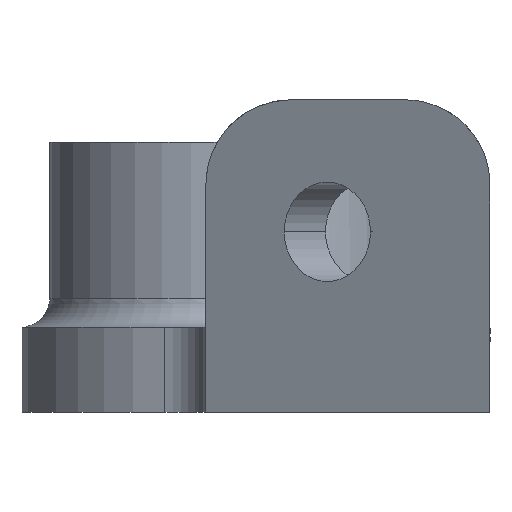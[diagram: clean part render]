
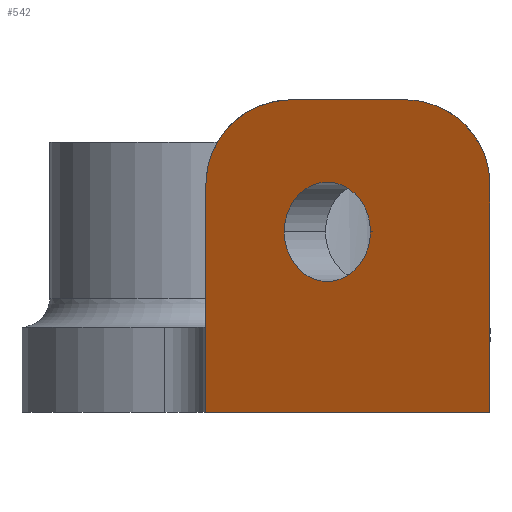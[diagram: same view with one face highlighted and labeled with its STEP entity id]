
A CAD part, left-side view. The second image highlights one B-rep face of the part: STEP entity #542.
In plain terms, the highlighted planar face has unit normal (-0.866, 0.5, 0).
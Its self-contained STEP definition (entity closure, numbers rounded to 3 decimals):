
#53 = DIRECTION ( 'NONE',  ( -0.5, -0.866, 0. ) ) ;
#56 = CARTESIAN_POINT ( 'NONE',  ( -33.793, -58.531, 22. ) ) ;
#88 = EDGE_CURVE ( 'NONE', #1160, #997, #547, .T. ) ;
#155 = CARTESIAN_POINT ( 'NONE',  ( -37.257, -64.531, 22. ) ) ;
#181 = VECTOR ( 'NONE', #963, 1000. ) ;
#184 = LINE ( 'NONE', #911, #181 ) ;
#199 = LINE ( 'NONE', #710, #214 ) ;
#214 = VECTOR ( 'NONE', #635, 1000. ) ;
#229 = VECTOR ( 'NONE', #608, 1000. ) ;
#231 = LINE ( 'NONE', #617, #229 ) ;
#233 = CIRCLE ( 'NONE', #753, 3.5 ) ;
#246 = EDGE_CURVE ( 'NONE', #1160, #759, #415, .T. ) ;
#299 = FACE_OUTER_BOUND ( 'NONE', #1128, .T. ) ;
#309 = CIRCLE ( 'NONE', #1208, 3.5 ) ;
#315 = FACE_BOUND ( 'NONE', #585, .T. ) ;
#365 = CARTESIAN_POINT ( 'NONE',  ( -36.979, -64.049, 12.7 ) ) ;
#370 = AXIS2_PLACEMENT_3D ( 'NONE', #895, #851, #844 ) ;
#376 = CARTESIAN_POINT ( 'NONE',  ( -33.793, -58.531, 16. ) ) ;
#390 =( BOUNDED_CURVE ( )  B_SPLINE_CURVE ( 3, ( #819, #836, #841, #806 ),
 .UNSPECIFIED., .F., .T. ) 
 B_SPLINE_CURVE_WITH_KNOTS ( ( 4, 4 ),
 ( 3.142, 4.712 ),
 .UNSPECIFIED. ) 
 CURVE ( )  GEOMETRIC_REPRESENTATION_ITEM ( )  RATIONAL_B_SPLINE_CURVE ( ( 1., 0.805, 0.805, 1. ) ) 
 REPRESENTATION_ITEM ( '' )  );
#406 = VECTOR ( 'NONE', #53, 1000. ) ;
#407 = CARTESIAN_POINT ( 'NONE',  ( -33.793, -58.531, 0. ) ) ;
#415 = LINE ( 'NONE', #56, #406 ) ;
#420 = CARTESIAN_POINT ( 'NONE',  ( -41.876, -72.531, 22. ) ) ;
#439 = EDGE_CURVE ( 'NONE', #612, #1245, #309, .T. ) ;
#495 = CARTESIAN_POINT ( 'NONE',  ( -38.729, -67.081, 12.7 ) ) ;
#496 = DIRECTION ( 'NONE',  ( 0.866, -0.5, 0. ) ) ;
#498 = DIRECTION ( 'NONE',  ( 0.5, 0.866, 0. ) ) ;
#534 = ORIENTED_EDGE ( 'NONE', *, *, #439, .T. ) ;
#537 = ORIENTED_EDGE ( 'NONE', *, *, #729, .F. ) ;
#542 = ADVANCED_FACE ( 'NONE', ( #315, #299 ), #826, .F. ) ;
#544 = EDGE_CURVE ( 'NONE', #653, #759, #390, .T. ) ;
#547 =( BOUNDED_CURVE ( )  B_SPLINE_CURVE ( 3, ( #1073, #1027, #1008, #1062 ),
 .UNSPECIFIED., .F., .F. ) 
 B_SPLINE_CURVE_WITH_KNOTS ( ( 4, 4 ),
 ( 1.571, 3.142 ),
 .UNSPECIFIED. ) 
 CURVE ( )  GEOMETRIC_REPRESENTATION_ITEM ( )  RATIONAL_B_SPLINE_CURVE ( ( 1., 0.805, 0.805, 1. ) ) 
 REPRESENTATION_ITEM ( '' )  );
#561 = ORIENTED_EDGE ( 'NONE', *, *, #544, .T. ) ;
#564 = ORIENTED_EDGE ( 'NONE', *, *, #246, .F. ) ;
#581 = VERTEX_POINT ( 'NONE', #754 ) ;
#585 = EDGE_LOOP ( 'NONE', ( #827, #534 ) ) ;
#608 = DIRECTION ( 'NONE',  ( 0., 0., -1. ) ) ;
#612 = VERTEX_POINT ( 'NONE', #648 ) ;
#614 = ORIENTED_EDGE ( 'NONE', *, *, #88, .T. ) ;
#617 = CARTESIAN_POINT ( 'NONE',  ( -33.793, -58.531, 6. ) ) ;
#621 = ORIENTED_EDGE ( 'NONE', *, *, #637, .T. ) ;
#622 = CARTESIAN_POINT ( 'NONE',  ( -45.34, -78.531, 16. ) ) ;
#635 = DIRECTION ( 'NONE',  ( 0., 0., -1. ) ) ;
#637 = EDGE_CURVE ( 'NONE', #997, #1294, #231, .T. ) ;
#648 = CARTESIAN_POINT ( 'NONE',  ( -40.479, -70.112, 12.7 ) ) ;
#653 = VERTEX_POINT ( 'NONE', #622 ) ;
#664 = ORIENTED_EDGE ( 'NONE', *, *, #771, .T. ) ;
#695 = EDGE_CURVE ( 'NONE', #1245, #612, #233, .T. ) ;
#710 = CARTESIAN_POINT ( 'NONE',  ( -45.34, -78.531, 6. ) ) ;
#729 = EDGE_CURVE ( 'NONE', #653, #581, #199, .T. ) ;
#753 = AXIS2_PLACEMENT_3D ( 'NONE', #495, #496, #498 ) ;
#754 = CARTESIAN_POINT ( 'NONE',  ( -45.34, -78.531, 0. ) ) ;
#759 = VERTEX_POINT ( 'NONE', #420 ) ;
#771 = EDGE_CURVE ( 'NONE', #1294, #581, #184, .T. ) ;
#806 = CARTESIAN_POINT ( 'NONE',  ( -41.876, -72.531, 22. ) ) ;
#819 = CARTESIAN_POINT ( 'NONE',  ( -45.34, -78.531, 16. ) ) ;
#826 = PLANE ( 'NONE',  #370 ) ;
#827 = ORIENTED_EDGE ( 'NONE', *, *, #695, .T. ) ;
#836 = CARTESIAN_POINT ( 'NONE',  ( -45.34, -78.531, 19.515 ) ) ;
#841 = CARTESIAN_POINT ( 'NONE',  ( -43.905, -76.045, 22. ) ) ;
#844 = DIRECTION ( 'NONE',  ( 0.5, 0.866, 0. ) ) ;
#851 = DIRECTION ( 'NONE',  ( 0.866, -0.5, 0. ) ) ;
#895 = CARTESIAN_POINT ( 'NONE',  ( -33.793, -58.531, 6. ) ) ;
#911 = CARTESIAN_POINT ( 'NONE',  ( -33.793, -58.531, 0. ) ) ;
#963 = DIRECTION ( 'NONE',  ( -0.5, -0.866, 0. ) ) ;
#969 = DIRECTION ( 'NONE',  ( 0.5, 0.866, 0. ) ) ;
#970 = DIRECTION ( 'NONE',  ( 0.866, -0.5, 0. ) ) ;
#997 = VERTEX_POINT ( 'NONE', #376 ) ;
#1008 = CARTESIAN_POINT ( 'NONE',  ( -33.793, -58.531, 19.515 ) ) ;
#1027 = CARTESIAN_POINT ( 'NONE',  ( -35.228, -61.016, 22. ) ) ;
#1062 = CARTESIAN_POINT ( 'NONE',  ( -33.793, -58.531, 16. ) ) ;
#1070 = CARTESIAN_POINT ( 'NONE',  ( -38.729, -67.081, 12.7 ) ) ;
#1073 = CARTESIAN_POINT ( 'NONE',  ( -37.257, -64.531, 22. ) ) ;
#1128 = EDGE_LOOP ( 'NONE', ( #537, #561, #564, #614, #621, #664 ) ) ;
#1160 = VERTEX_POINT ( 'NONE', #155 ) ;
#1208 = AXIS2_PLACEMENT_3D ( 'NONE', #1070, #970, #969 ) ;
#1245 = VERTEX_POINT ( 'NONE', #365 ) ;
#1294 = VERTEX_POINT ( 'NONE', #407 ) ;
